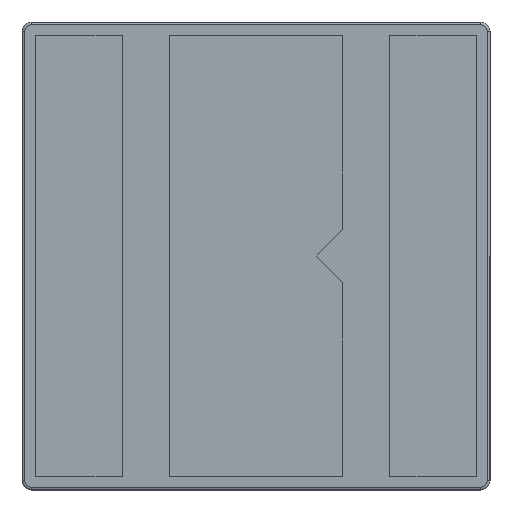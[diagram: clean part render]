
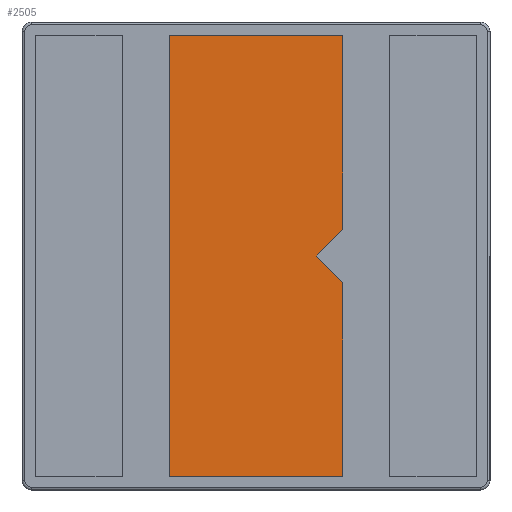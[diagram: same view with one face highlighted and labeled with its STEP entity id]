
A CAD part, front view. The second image highlights one B-rep face of the part: STEP entity #2505.
In plain terms, the highlighted planar face has unit normal (0, -1, 0).
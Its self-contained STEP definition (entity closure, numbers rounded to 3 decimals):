
#6 = VERTEX_POINT ( 'NONE', #291 ) ;
#43 = VECTOR ( 'NONE', #618, 1000. ) ;
#44 = EDGE_LOOP ( 'NONE', ( #1634, #2288, #1246, #1249, #649, #1504, #237 ) ) ;
#180 = EDGE_CURVE ( 'NONE', #6, #2437, #2916, .T. ) ;
#186 = VERTEX_POINT ( 'NONE', #2348 ) ;
#205 = EDGE_CURVE ( 'NONE', #2437, #1891, #750, .T. ) ;
#237 = ORIENTED_EDGE ( 'NONE', *, *, #784, .F. ) ;
#241 = LINE ( 'NONE', #2929, #1226 ) ;
#291 = CARTESIAN_POINT ( 'NONE',  ( 0.45, 0., 0. ) ) ;
#414 = CARTESIAN_POINT ( 'NONE',  ( 0.65, 0., -1.65 ) ) ;
#445 = LINE ( 'NONE', #1546, #680 ) ;
#590 = PLANE ( 'NONE',  #2648 ) ;
#618 = DIRECTION ( 'NONE',  ( 0., 0., -1. ) ) ;
#621 = VERTEX_POINT ( 'NONE', #2910 ) ;
#640 = VECTOR ( 'NONE', #2810, 1000. ) ;
#649 = ORIENTED_EDGE ( 'NONE', *, *, #1449, .F. ) ;
#680 = VECTOR ( 'NONE', #2997, 1000. ) ;
#692 = VERTEX_POINT ( 'NONE', #1009 ) ;
#712 = VECTOR ( 'NONE', #3023, 1000. ) ;
#750 = LINE ( 'NONE', #3059, #640 ) ;
#784 = EDGE_CURVE ( 'NONE', #692, #186, #241, .T. ) ;
#834 = VERTEX_POINT ( 'NONE', #1726 ) ;
#922 = LINE ( 'NONE', #1961, #1409 ) ;
#1009 = CARTESIAN_POINT ( 'NONE',  ( -0.65, 0., -1.65 ) ) ;
#1054 = DIRECTION ( 'NONE',  ( 1., 0., 0. ) ) ;
#1085 = DIRECTION ( 'NONE',  ( 0., 1., 0. ) ) ;
#1226 = VECTOR ( 'NONE', #1228, 1000. ) ;
#1228 = DIRECTION ( 'NONE',  ( 0., 0., 1. ) ) ;
#1238 = LINE ( 'NONE', #1507, #2144 ) ;
#1246 = ORIENTED_EDGE ( 'NONE', *, *, #180, .F. ) ;
#1249 = ORIENTED_EDGE ( 'NONE', *, *, #2315, .F. ) ;
#1409 = VECTOR ( 'NONE', #1054, 1000. ) ;
#1449 = EDGE_CURVE ( 'NONE', #621, #834, #3052, .T. ) ;
#1496 = DIRECTION ( 'NONE',  ( -1., 0., 0. ) ) ;
#1504 = ORIENTED_EDGE ( 'NONE', *, *, #2290, .F. ) ;
#1507 = CARTESIAN_POINT ( 'NONE',  ( 0.65, 0., -1.65 ) ) ;
#1546 = CARTESIAN_POINT ( 'NONE',  ( 0.45, 0., 0. ) ) ;
#1634 = ORIENTED_EDGE ( 'NONE', *, *, #2391, .F. ) ;
#1726 = CARTESIAN_POINT ( 'NONE',  ( 0.65, 0., 0.2 ) ) ;
#1813 = CARTESIAN_POINT ( 'NONE',  ( 0.65, 0., 0.2 ) ) ;
#1891 = VERTEX_POINT ( 'NONE', #414 ) ;
#1961 = CARTESIAN_POINT ( 'NONE',  ( 0.65, 0., 1.65 ) ) ;
#2144 = VECTOR ( 'NONE', #1496, 1000. ) ;
#2288 = ORIENTED_EDGE ( 'NONE', *, *, #205, .F. ) ;
#2290 = EDGE_CURVE ( 'NONE', #186, #621, #922, .T. ) ;
#2294 = CARTESIAN_POINT ( 'NONE',  ( 0., 0., 0. ) ) ;
#2315 = EDGE_CURVE ( 'NONE', #834, #6, #445, .T. ) ;
#2348 = CARTESIAN_POINT ( 'NONE',  ( -0.65, 0., 1.65 ) ) ;
#2391 = EDGE_CURVE ( 'NONE', #1891, #692, #1238, .T. ) ;
#2437 = VERTEX_POINT ( 'NONE', #2558 ) ;
#2505 = ADVANCED_FACE ( 'NONE', ( #2525 ), #590, .F. ) ;
#2525 = FACE_OUTER_BOUND ( 'NONE', #44, .T. ) ;
#2558 = CARTESIAN_POINT ( 'NONE',  ( 0.65, 0., -0.2 ) ) ;
#2648 = AXIS2_PLACEMENT_3D ( 'NONE', #2294, #1085, #2783 ) ;
#2755 = CARTESIAN_POINT ( 'NONE',  ( 0.65, 0., -0.2 ) ) ;
#2783 = DIRECTION ( 'NONE',  ( 0., 0., 1. ) ) ;
#2810 = DIRECTION ( 'NONE',  ( 0., 0., -1. ) ) ;
#2910 = CARTESIAN_POINT ( 'NONE',  ( 0.65, 0., 1.65 ) ) ;
#2916 = LINE ( 'NONE', #2755, #712 ) ;
#2929 = CARTESIAN_POINT ( 'NONE',  ( -0.65, 0., -1.65 ) ) ;
#2997 = DIRECTION ( 'NONE',  ( -0.707, 0., -0.707 ) ) ;
#3023 = DIRECTION ( 'NONE',  ( 0.707, 0., -0.707 ) ) ;
#3052 = LINE ( 'NONE', #1813, #43 ) ;
#3059 = CARTESIAN_POINT ( 'NONE',  ( 0.65, 0., -1.65 ) ) ;
